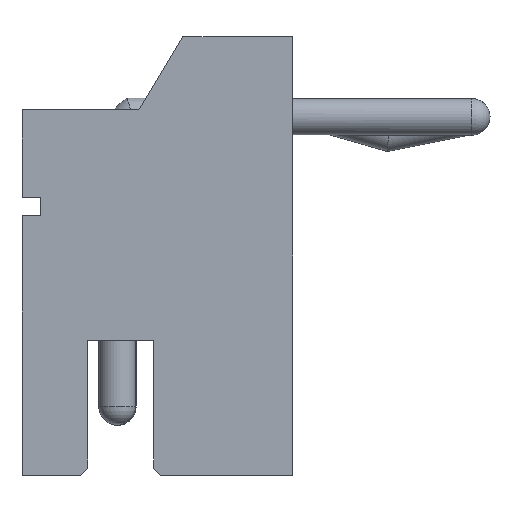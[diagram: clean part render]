
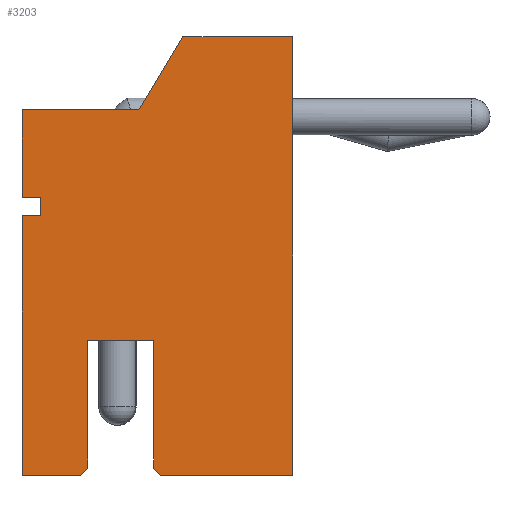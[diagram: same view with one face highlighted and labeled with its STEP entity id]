
A CAD part, left-side view. The second image highlights one B-rep face of the part: STEP entity #3203.
In plain terms, the highlighted planar face has unit normal (-1, 0, 0).
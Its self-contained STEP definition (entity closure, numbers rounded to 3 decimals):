
#85=DIRECTION('',(0.,-0.707,0.707));
#86=VECTOR('',#85,0.141);
#87=CARTESIAN_POINT('',(-4.5,1.05,0.));
#88=LINE('',#87,#86);
#89=DIRECTION('',(0.,-1.,0.));
#90=VECTOR('',#89,0.8);
#91=CARTESIAN_POINT('',(-4.5,1.85,0.));
#92=LINE('',#91,#90);
#93=DIRECTION('',(0.,0.514,-0.857));
#94=VECTOR('',#93,1.166);
#95=CARTESIAN_POINT('',(-4.5,-0.35,6.));
#96=LINE('',#95,#94);
#97=DIRECTION('',(0.,-1.,0.));
#98=VECTOR('',#97,1.8);
#99=CARTESIAN_POINT('',(-4.5,-0.05,0.));
#100=LINE('',#99,#98);
#101=DIRECTION('',(0.,-0.707,-0.707));
#102=VECTOR('',#101,0.141);
#103=CARTESIAN_POINT('',(-4.5,0.05,0.1));
#104=LINE('',#103,#102);
#105=DIRECTION('',(0.,-1.,0.));
#106=VECTOR('',#105,0.9);
#107=CARTESIAN_POINT('',(-4.5,0.95,1.85));
#108=LINE('',#107,#106);
#109=DIRECTION('',(0.,0.,1.));
#110=VECTOR('',#109,1.75);
#111=CARTESIAN_POINT('',(-4.5,0.95,0.1));
#112=LINE('',#111,#110);
#113=DIRECTION('',(0.,0.,1.));
#114=VECTOR('',#113,3.55);
#115=CARTESIAN_POINT('',(-4.5,1.85,0.));
#116=LINE('',#115,#114);
#133=DIRECTION('',(0.,1.,0.));
#134=VECTOR('',#133,0.25);
#135=CARTESIAN_POINT('',(-4.5,1.6,3.55));
#136=LINE('',#135,#134);
#149=DIRECTION('',(0.,0.,-1.));
#150=VECTOR('',#149,0.25);
#151=CARTESIAN_POINT('',(-4.5,1.6,3.8));
#152=LINE('',#151,#150);
#161=DIRECTION('',(0.,-1.,0.));
#162=VECTOR('',#161,0.25);
#163=CARTESIAN_POINT('',(-4.5,1.85,3.8));
#164=LINE('',#163,#162);
#173=DIRECTION('',(0.,0.,1.));
#174=VECTOR('',#173,1.2);
#175=CARTESIAN_POINT('',(-4.5,1.85,3.8));
#176=LINE('',#175,#174);
#393=DIRECTION('',(0.,0.,-1.));
#394=VECTOR('',#393,1.75);
#395=CARTESIAN_POINT('',(-4.5,0.05,1.85));
#396=LINE('',#395,#394);
#1232=DIRECTION('',(0.,0.,-1.));
#1233=VECTOR('',#1232,6.);
#1234=CARTESIAN_POINT('',(-4.5,-1.85,6.));
#1235=LINE('',#1234,#1233);
#1248=DIRECTION('',(0.,-1.,0.));
#1249=VECTOR('',#1248,1.5);
#1250=CARTESIAN_POINT('',(-4.5,-0.35,6.));
#1251=LINE('',#1250,#1249);
#1260=DIRECTION('',(0.,1.,0.));
#1261=VECTOR('',#1260,1.6);
#1262=CARTESIAN_POINT('',(-4.5,0.25,5.));
#1263=LINE('',#1262,#1261);
#2506=CARTESIAN_POINT('',(-4.5,1.05,0.));
#2507=VERTEX_POINT('',#2506);
#2508=CARTESIAN_POINT('',(-4.5,1.85,0.));
#2509=VERTEX_POINT('',#2508);
#2534=CARTESIAN_POINT('',(-4.5,-1.85,0.));
#2535=VERTEX_POINT('',#2534);
#2536=CARTESIAN_POINT('',(-4.5,-0.05,0.));
#2537=VERTEX_POINT('',#2536);
#2577=CARTESIAN_POINT('',(-4.5,0.95,0.1));
#2579=VERTEX_POINT('',#2577);
#2586=CARTESIAN_POINT('',(-4.5,0.95,1.85));
#2587=VERTEX_POINT('',#2586);
#2648=CARTESIAN_POINT('',(-4.5,0.05,1.85));
#2649=VERTEX_POINT('',#2648);
#2652=CARTESIAN_POINT('',(-4.5,1.85,3.55));
#2653=VERTEX_POINT('',#2652);
#2654=CARTESIAN_POINT('',(-4.5,1.6,3.55));
#2655=VERTEX_POINT('',#2654);
#2656=CARTESIAN_POINT('',(-4.5,1.6,3.8));
#2657=VERTEX_POINT('',#2656);
#2658=CARTESIAN_POINT('',(-4.5,1.85,3.8));
#2659=VERTEX_POINT('',#2658);
#2660=CARTESIAN_POINT('',(-4.5,1.85,5.));
#2661=VERTEX_POINT('',#2660);
#2662=CARTESIAN_POINT('',(-4.5,0.25,5.));
#2663=VERTEX_POINT('',#2662);
#2664=CARTESIAN_POINT('',(-4.5,-0.35,6.));
#2665=VERTEX_POINT('',#2664);
#2666=CARTESIAN_POINT('',(-4.5,-1.85,6.));
#2667=VERTEX_POINT('',#2666);
#2668=CARTESIAN_POINT('',(-4.5,0.05,0.1));
#2669=VERTEX_POINT('',#2668);
#3167=CARTESIAN_POINT('',(-4.5,0.,3.));
#3168=DIRECTION('',(1.,0.,0.));
#3169=DIRECTION('',(0.,-1.,0.));
#3170=AXIS2_PLACEMENT_3D('',#3167,#3168,#3169);
#3171=PLANE('',#3170);
#3172=ORIENTED_EDGE('',*,*,#3159,.F.);
#3173=ORIENTED_EDGE('',*,*,#2980,.F.);
#3175=ORIENTED_EDGE('',*,*,#3174,.T.);
#3177=ORIENTED_EDGE('',*,*,#3176,.F.);
#3179=ORIENTED_EDGE('',*,*,#3178,.F.);
#3181=ORIENTED_EDGE('',*,*,#3180,.F.);
#3183=ORIENTED_EDGE('',*,*,#3182,.T.);
#3185=ORIENTED_EDGE('',*,*,#3184,.F.);
#3187=ORIENTED_EDGE('',*,*,#3186,.F.);
#3189=ORIENTED_EDGE('',*,*,#3188,.T.);
#3191=ORIENTED_EDGE('',*,*,#3190,.T.);
#3193=ORIENTED_EDGE('',*,*,#3192,.F.);
#3195=ORIENTED_EDGE('',*,*,#3194,.F.);
#3197=ORIENTED_EDGE('',*,*,#3196,.F.);
#3199=ORIENTED_EDGE('',*,*,#3198,.F.);
#3200=ORIENTED_EDGE('',*,*,#3142,.F.);
#3201=EDGE_LOOP('',(#3172,#3173,#3175,#3177,#3179,#3181,#3183,#3185,#3187,#3189,
#3191,#3193,#3195,#3197,#3199,#3200));
#3202=FACE_OUTER_BOUND('',#3201,.F.);
#3203=ADVANCED_FACE('',(#3202),#3171,.F.);
#2980=EDGE_CURVE('',#2509,#2507,#92,.T.);
#3142=EDGE_CURVE('',#2579,#2587,#112,.T.);
#3159=EDGE_CURVE('',#2507,#2579,#88,.T.);
#3174=EDGE_CURVE('',#2509,#2653,#116,.T.);
#3176=EDGE_CURVE('',#2655,#2653,#136,.T.);
#3178=EDGE_CURVE('',#2657,#2655,#152,.T.);
#3180=EDGE_CURVE('',#2659,#2657,#164,.T.);
#3182=EDGE_CURVE('',#2659,#2661,#176,.T.);
#3184=EDGE_CURVE('',#2663,#2661,#1263,.T.);
#3186=EDGE_CURVE('',#2665,#2663,#96,.T.);
#3188=EDGE_CURVE('',#2665,#2667,#1251,.T.);
#3190=EDGE_CURVE('',#2667,#2535,#1235,.T.);
#3192=EDGE_CURVE('',#2537,#2535,#100,.T.);
#3194=EDGE_CURVE('',#2669,#2537,#104,.T.);
#3196=EDGE_CURVE('',#2649,#2669,#396,.T.);
#3198=EDGE_CURVE('',#2587,#2649,#108,.T.);
